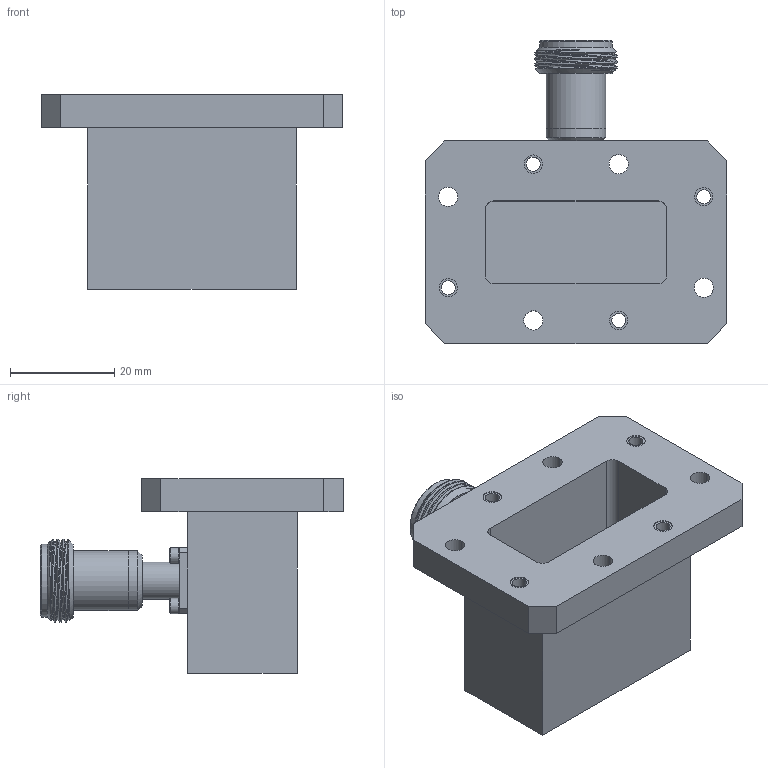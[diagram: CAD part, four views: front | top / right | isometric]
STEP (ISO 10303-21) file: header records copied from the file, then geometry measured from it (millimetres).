
FILE_DESCRIPTION (( 'STEP AP203' ), '1' );
FILE_NAME ('FMWCA9876_3D.step', '2022-03-18T16:06:14', ( '' ), ( '' ), 'SwSTEP 2.0', 'SolidWorks 2021', '' );
FILE_SCHEMA (( 'CONFIG_CONTROL_DESIGN' ));
Length unit declared in the file: inch
Products named in the file (1): FMWCA9876_3D
Bounding box: 57.91 x 58.18 x 37.3 mm (x, y, z)
Volume: 23153.3 mm3; surface area: 15045.6 mm2
Topology: 1 solids, 1 shells, 173 faces, 396 edges, 245 vertices
Faces by surface type: plane 86, cylinder 42, cone 42, bspline 3
Full cylindrical faces by diameter (mm): 1.524 x1, 2.54 x1, 2.997 x4, 7.112 x1, 7.366 x1, 8.382 x1, 11.431 x2, 13.971 x2
Entity records: 6014 total; most frequent: CARTESIAN_POINT 2173, DIRECTION 794, ORIENTED_EDGE 716, EDGE_CURVE 358, AXIS2_PLACEMENT_3D 307, EDGE_LOOP 236, VERTEX_POINT 234, FACE_OUTER_BOUND 186
